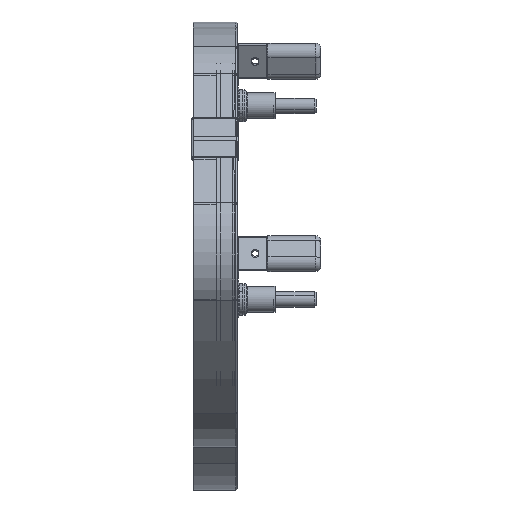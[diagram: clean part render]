
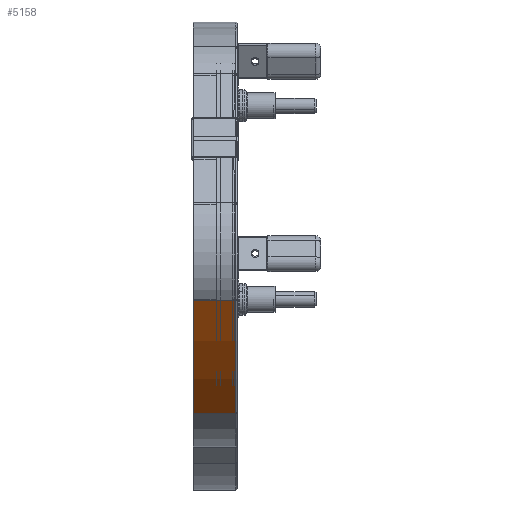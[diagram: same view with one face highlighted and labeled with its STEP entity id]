
A CAD part, left-side view. The second image highlights one B-rep face of the part: STEP entity #5158.
In plain terms, the highlighted cylindrical face has radius 512.95 mm (diameter 1025.9 mm), a partial arc.
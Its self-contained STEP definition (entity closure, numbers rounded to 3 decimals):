
#2123=DIRECTION('',(0.,-1.,0.));
#2124=VECTOR('',#2123,33.);
#2125=CARTESIAN_POINT('',(-322.892,20.8,-308.724));
#2126=LINE('',#2125,#2124);
#2127=CARTESIAN_POINT('',(-0.4,20.8,90.171));
#2128=DIRECTION('',(0.,1.,0.));
#2129=DIRECTION('',(-0.629,0.,-0.778));
#2130=AXIS2_PLACEMENT_3D('',#2127,#2128,#2129);
#2137=CARTESIAN_POINT('',(-0.4,-12.2,90.171));
#2138=DIRECTION('',(0.,1.,0.));
#2139=DIRECTION('',(-0.629,0.,-0.778));
#2140=AXIS2_PLACEMENT_3D('',#2137,#2138,#2139);
#2693=DIRECTION('',(0.,-1.,0.));
#2694=VECTOR('',#2693,33.);
#2695=CARTESIAN_POINT('',(-408.024,20.8,-221.214));
#2696=LINE('',#2695,#2694);
#3411=CARTESIAN_POINT('',(-322.892,20.8,-308.724));
#3412=CARTESIAN_POINT('',(-322.892,-12.2,-308.724));
#3413=VERTEX_POINT('',#3411);
#3414=VERTEX_POINT('',#3412);
#3429=CARTESIAN_POINT('',(-408.024,20.8,-221.214));
#3430=CARTESIAN_POINT('',(-408.024,-12.2,-221.214));
#3431=VERTEX_POINT('',#3429);
#3432=VERTEX_POINT('',#3430);
#5144=CARTESIAN_POINT('',(-0.4,-1.,90.171));
#5145=DIRECTION('',(0.,1.,0.));
#5146=DIRECTION('',(0.629,0.,0.778));
#5147=AXIS2_PLACEMENT_3D('',#5144,#5145,#5146);
#5148=CYLINDRICAL_SURFACE('',#5147,512.95);
#5149=ORIENTED_EDGE('',*,*,#5006,.F.);
#5151=ORIENTED_EDGE('',*,*,#5150,.T.);
#5153=ORIENTED_EDGE('',*,*,#5152,.T.);
#5155=ORIENTED_EDGE('',*,*,#5154,.F.);
#5156=EDGE_LOOP('',(#5149,#5151,#5153,#5155));
#5157=FACE_OUTER_BOUND('',#5156,.F.);
#2131=CIRCLE('',#2130,512.95);
#2141=CIRCLE('',#2140,512.95);
#5006=EDGE_CURVE('',#3413,#3414,#2126,.T.);
#5150=EDGE_CURVE('',#3413,#3431,#2131,.T.);
#5152=EDGE_CURVE('',#3431,#3432,#2696,.T.);
#5154=EDGE_CURVE('',#3414,#3432,#2141,.T.);
#5158=ADVANCED_FACE('',(#5157),#5148,.T.);
